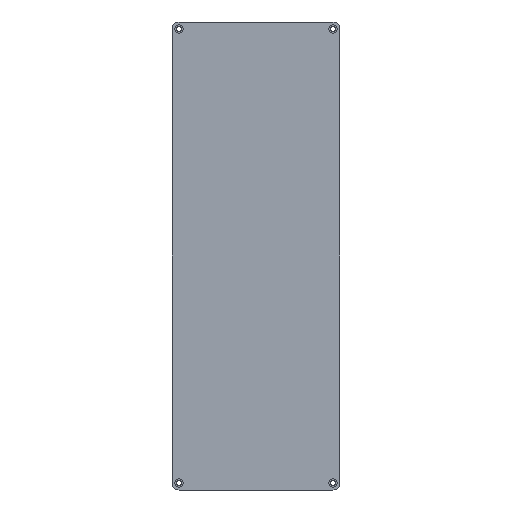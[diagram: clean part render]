
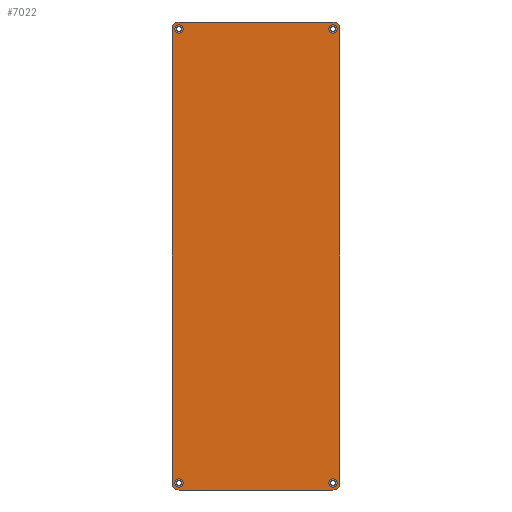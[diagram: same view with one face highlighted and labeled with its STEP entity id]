
A CAD part, front view. The second image highlights one B-rep face of the part: STEP entity #7022.
In plain terms, the highlighted planar face has unit normal (0, -1, 0).
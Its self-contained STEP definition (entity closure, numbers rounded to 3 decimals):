
#16=CIRCLE('',#7232,5.);
#24=CIRCLE('',#7243,5.);
#25=CIRCLE('',#7245,5.);
#26=CIRCLE('',#7248,5.);
#28=CIRCLE('',#7257,3.);
#30=CIRCLE('',#7260,3.);
#32=CIRCLE('',#7263,3.);
#34=CIRCLE('',#7266,3.);
#88=FACE_BOUND('',#1402,.T.);
#89=FACE_BOUND('',#1403,.T.);
#90=FACE_BOUND('',#1404,.T.);
#91=FACE_BOUND('',#1405,.T.);
#985=FACE_OUTER_BOUND('',#1401,.T.);
#1401=EDGE_LOOP('',(#6422,#6423,#6424,#6425,#6426,#6427,#6428,#6429));
#1402=EDGE_LOOP('',(#6430));
#1403=EDGE_LOOP('',(#6431));
#1404=EDGE_LOOP('',(#6432));
#1405=EDGE_LOOP('',(#6433));
#2021=LINE('',#12572,#2671);
#2039=LINE('',#12638,#2689);
#2062=LINE('',#12701,#2712);
#2063=LINE('',#12703,#2713);
#2671=VECTOR('',#8227,10.);
#2689=VECTOR('',#8293,10.);
#2712=VECTOR('',#8362,10.);
#2713=VECTOR('',#8365,10.);
#3350=VERTEX_POINT('',#12568);
#3352=VERTEX_POINT('',#12571);
#3355=VERTEX_POINT('',#12586);
#3373=VERTEX_POINT('',#12627);
#3374=VERTEX_POINT('',#12631);
#3375=VERTEX_POINT('',#12633);
#3376=VERTEX_POINT('',#12637);
#3377=VERTEX_POINT('',#12641);
#3387=VERTEX_POINT('',#12676);
#3389=VERTEX_POINT('',#12682);
#3391=VERTEX_POINT('',#12688);
#3393=VERTEX_POINT('',#12694);
#4347=EDGE_CURVE('',#3350,#3352,#2021,.T.);
#4352=EDGE_CURVE('',#3355,#3350,#16,.T.);
#4371=EDGE_CURVE('',#3352,#3373,#24,.T.);
#4374=EDGE_CURVE('',#3374,#3375,#25,.T.);
#4376=EDGE_CURVE('',#3375,#3376,#2039,.T.);
#4378=EDGE_CURVE('',#3376,#3377,#26,.T.);
#4397=EDGE_CURVE('',#3387,#3387,#28,.T.);
#4400=EDGE_CURVE('',#3389,#3389,#30,.T.);
#4403=EDGE_CURVE('',#3391,#3391,#32,.T.);
#4406=EDGE_CURVE('',#3393,#3393,#34,.T.);
#4408=EDGE_CURVE('',#3377,#3355,#2062,.T.);
#4409=EDGE_CURVE('',#3373,#3374,#2063,.T.);
#6422=ORIENTED_EDGE('',*,*,#4352,.F.);
#6423=ORIENTED_EDGE('',*,*,#4408,.F.);
#6424=ORIENTED_EDGE('',*,*,#4378,.F.);
#6425=ORIENTED_EDGE('',*,*,#4376,.F.);
#6426=ORIENTED_EDGE('',*,*,#4374,.F.);
#6427=ORIENTED_EDGE('',*,*,#4409,.F.);
#6428=ORIENTED_EDGE('',*,*,#4371,.F.);
#6429=ORIENTED_EDGE('',*,*,#4347,.F.);
#6430=ORIENTED_EDGE('',*,*,#4400,.F.);
#6431=ORIENTED_EDGE('',*,*,#4406,.F.);
#6432=ORIENTED_EDGE('',*,*,#4403,.F.);
#6433=ORIENTED_EDGE('',*,*,#4397,.F.);
#6647=PLANE('',#7271);
#7022=ADVANCED_FACE('',(#985,#88,#89,#90,#91),#6647,.F.);
#7232=AXIS2_PLACEMENT_3D('',#12588,#8249,#8250);
#7243=AXIS2_PLACEMENT_3D('',#12628,#8282,#8283);
#7245=AXIS2_PLACEMENT_3D('',#12634,#8288,#8289);
#7248=AXIS2_PLACEMENT_3D('',#12642,#8297,#8298);
#7257=AXIS2_PLACEMENT_3D('',#12678,#8332,#8333);
#7260=AXIS2_PLACEMENT_3D('',#12684,#8339,#8340);
#7263=AXIS2_PLACEMENT_3D('',#12690,#8346,#8347);
#7266=AXIS2_PLACEMENT_3D('',#12696,#8353,#8354);
#7271=AXIS2_PLACEMENT_3D('',#12704,#8366,#8367);
#8227=DIRECTION('',(1.,0.,0.));
#8249=DIRECTION('center_axis',(0.,1.,0.));
#8250=DIRECTION('ref_axis',(-0.707,0.,0.707));
#8282=DIRECTION('center_axis',(0.,1.,0.));
#8283=DIRECTION('ref_axis',(0.707,0.,0.707));
#8288=DIRECTION('center_axis',(0.,1.,0.));
#8289=DIRECTION('ref_axis',(0.707,0.,-0.707));
#8293=DIRECTION('',(-1.,0.,0.));
#8297=DIRECTION('center_axis',(0.,1.,0.));
#8298=DIRECTION('ref_axis',(-0.707,0.,-0.707));
#8332=DIRECTION('center_axis',(0.,-1.,0.));
#8333=DIRECTION('ref_axis',(1.,0.,0.));
#8339=DIRECTION('center_axis',(0.,-1.,0.));
#8340=DIRECTION('ref_axis',(1.,0.,0.));
#8346=DIRECTION('center_axis',(0.,-1.,0.));
#8347=DIRECTION('ref_axis',(1.,0.,0.));
#8353=DIRECTION('center_axis',(0.,-1.,0.));
#8354=DIRECTION('ref_axis',(1.,0.,0.));
#8362=DIRECTION('',(0.,0.,1.));
#8365=DIRECTION('',(0.,0.,-1.));
#8366=DIRECTION('center_axis',(0.,1.,0.));
#8367=DIRECTION('ref_axis',(0.,0.,1.));
#12568=CARTESIAN_POINT('',(-105.47,0.,10.));
#12571=CARTESIAN_POINT('',(5.,0.,10.));
#12572=CARTESIAN_POINT('',(-110.47,0.,10.));
#12586=CARTESIAN_POINT('',(-110.47,0.,5.));
#12588=CARTESIAN_POINT('Origin',(-105.47,0.,5.));
#12627=CARTESIAN_POINT('',(10.,0.,5.));
#12628=CARTESIAN_POINT('Origin',(5.,0.,5.));
#12631=CARTESIAN_POINT('',(10.,0.,-320.78));
#12633=CARTESIAN_POINT('',(5.,0.,-325.78));
#12634=CARTESIAN_POINT('Origin',(5.,0.,-320.78));
#12637=CARTESIAN_POINT('',(-105.47,0.,-325.78));
#12638=CARTESIAN_POINT('',(10.,0.,-325.78));
#12641=CARTESIAN_POINT('',(-110.47,0.,-320.78));
#12642=CARTESIAN_POINT('Origin',(-105.47,0.,-320.78));
#12676=CARTESIAN_POINT('',(-108.47,0.,5.));
#12678=CARTESIAN_POINT('Origin',(-105.47,0.,5.));
#12682=CARTESIAN_POINT('',(-108.47,0.,-320.78));
#12684=CARTESIAN_POINT('Origin',(-105.47,0.,-320.78));
#12688=CARTESIAN_POINT('',(2.,0.,5.));
#12690=CARTESIAN_POINT('Origin',(5.,0.,5.));
#12694=CARTESIAN_POINT('',(2.,0.,-320.78));
#12696=CARTESIAN_POINT('Origin',(5.,0.,-320.78));
#12701=CARTESIAN_POINT('',(-110.47,0.,-325.78));
#12703=CARTESIAN_POINT('',(10.,0.,10.));
#12704=CARTESIAN_POINT('Origin',(-50.235,0.,-157.89));
